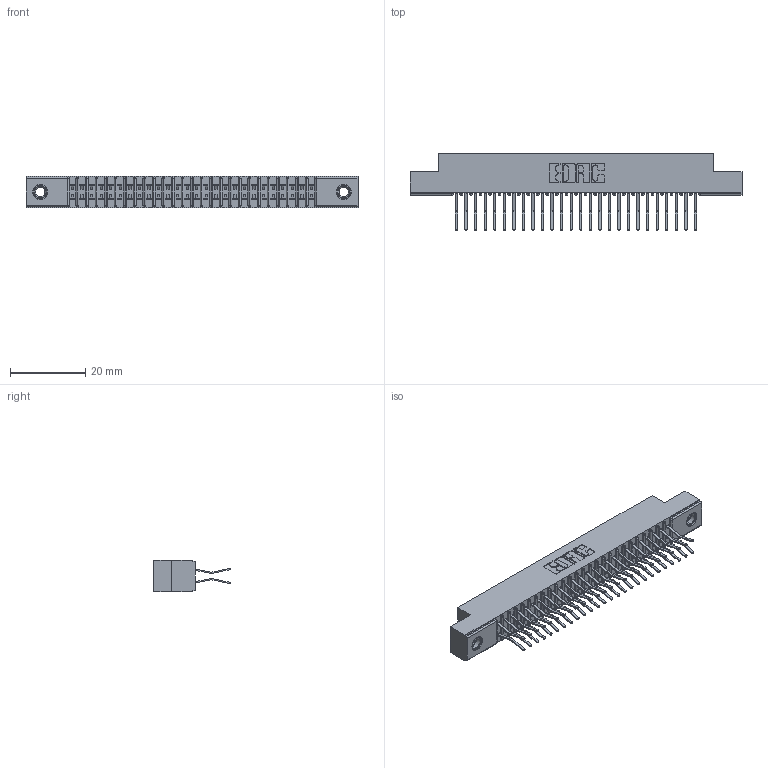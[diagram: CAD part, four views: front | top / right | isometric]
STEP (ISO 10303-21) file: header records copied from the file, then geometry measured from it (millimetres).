
FILE_DESCRIPTION (( 'STEP AP203' ), '1' );
FILE_NAME ('391-052-560-207.STEP', '2018-08-09T06:26:39', ( '' ), ( '' ), 'SwSTEP 2.0', 'SolidWorks 2016', '' );
FILE_SCHEMA (( 'CONFIG_CONTROL_DESIGN' ));
Length unit declared in the file: inch
Products named in the file (4): 341 Part_.156 (3.96) Dia Mounting Holes; 341-292-001_341-292-160; 345-250-001_345-250-005-103; 391-052-560-207
Assembly tree (55 placements, depth 2):
  391-052-560-207
    341 Part_.156 (3.96) Dia Mounting Holes
    341-292-001_341-292-160  x52
    345-250-001_345-250-005-103  x2
Bounding box: 88.27 x 20.37 x 8.38 mm (x, y, z)
Volume: 5052.2 mm3; surface area: 11177.2 mm2
Topology: 55 solids, 55 shells, 3816 faces, 11034 edges, 7154 vertices
Faces by surface type: plane 2180, cylinder 1516, sphere 54, torus 54, cone 12
Entity records: 34922 total; most frequent: CARTESIAN_POINT 5789, ORIENTED_EDGE 5744, DIRECTION 5644, EDGE_CURVE 2872, LINE 2294, VECTOR 2294, VERTEX_POINT 1820, AXIS2_PLACEMENT_3D 1675
